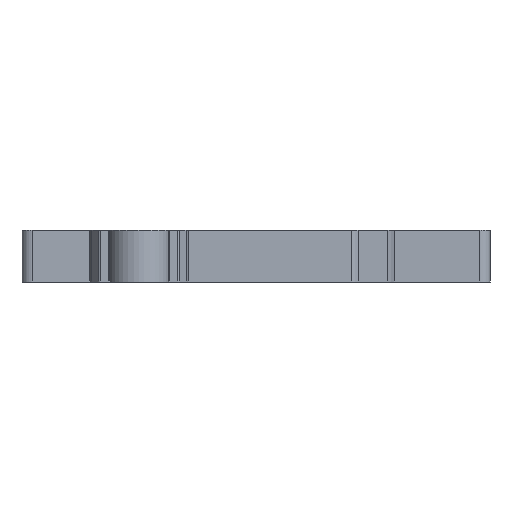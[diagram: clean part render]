
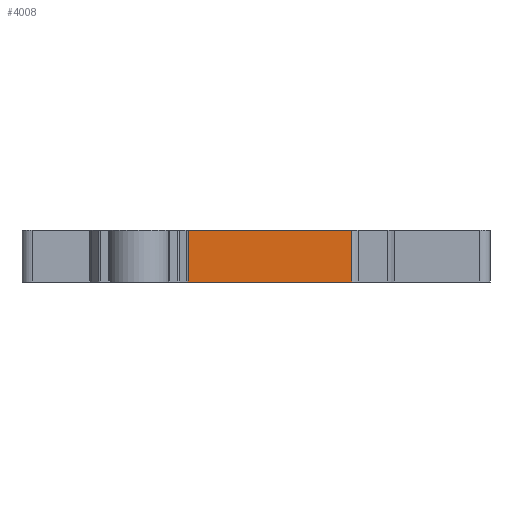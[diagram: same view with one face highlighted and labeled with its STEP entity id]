
A CAD part, front view. The second image highlights one B-rep face of the part: STEP entity #4008.
In plain terms, the highlighted planar face has unit normal (0, -1, 0).
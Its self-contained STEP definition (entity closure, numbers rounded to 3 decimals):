
#360=FACE_OUTER_BOUND('',#575,.T.);
#575=EDGE_LOOP('',(#2964,#2965,#2966,#2967));
#800=LINE('',#5913,#1237);
#919=LINE('',#6248,#1356);
#923=LINE('',#6257,#1360);
#924=LINE('',#6258,#1361);
#1237=VECTOR('',#4665,36.8);
#1356=VECTOR('',#4958,10.);
#1360=VECTOR('',#4968,36.8);
#1361=VECTOR('',#4969,10.);
#1680=VERTEX_POINT('',#5910);
#1681=VERTEX_POINT('',#5912);
#1810=VERTEX_POINT('',#6246);
#1812=VERTEX_POINT('',#6256);
#2093=EDGE_CURVE('',#1680,#1681,#800,.T.);
#2261=EDGE_CURVE('',#1680,#1810,#919,.T.);
#2265=EDGE_CURVE('',#1810,#1812,#923,.T.);
#2266=EDGE_CURVE('',#1812,#1681,#924,.T.);
#2964=ORIENTED_EDGE('',*,*,#2261,.T.);
#2965=ORIENTED_EDGE('',*,*,#2265,.T.);
#2966=ORIENTED_EDGE('',*,*,#2266,.T.);
#2967=ORIENTED_EDGE('',*,*,#2093,.F.);
#3874=PLANE('',#4284);
#4008=ADVANCED_FACE('',(#360),#3874,.T.);
#4284=AXIS2_PLACEMENT_3D('',#6255,#4966,#4967);
#4665=DIRECTION('',(-1.,0.,0.));
#4958=DIRECTION('',(0.,0.,1.));
#4966=DIRECTION('center_axis',(0.,-1.,0.));
#4967=DIRECTION('ref_axis',(0.,0.,-1.));
#4968=DIRECTION('',(-1.,0.,0.));
#4969=DIRECTION('',(0.,0.,-1.));
#5910=CARTESIAN_POINT('',(18.4,-22.5,0.));
#5912=CARTESIAN_POINT('',(-18.4,-22.5,0.));
#5913=CARTESIAN_POINT('',(-13.3,-22.5,0.));
#6246=CARTESIAN_POINT('',(18.4,-22.5,10.));
#6248=CARTESIAN_POINT('',(18.4,-22.5,0.));
#6255=CARTESIAN_POINT('Origin',(-26.6,-22.5,0.));
#6256=CARTESIAN_POINT('',(-18.4,-22.5,10.));
#6257=CARTESIAN_POINT('',(-13.3,-22.5,10.));
#6258=CARTESIAN_POINT('',(-18.4,-22.5,0.));
